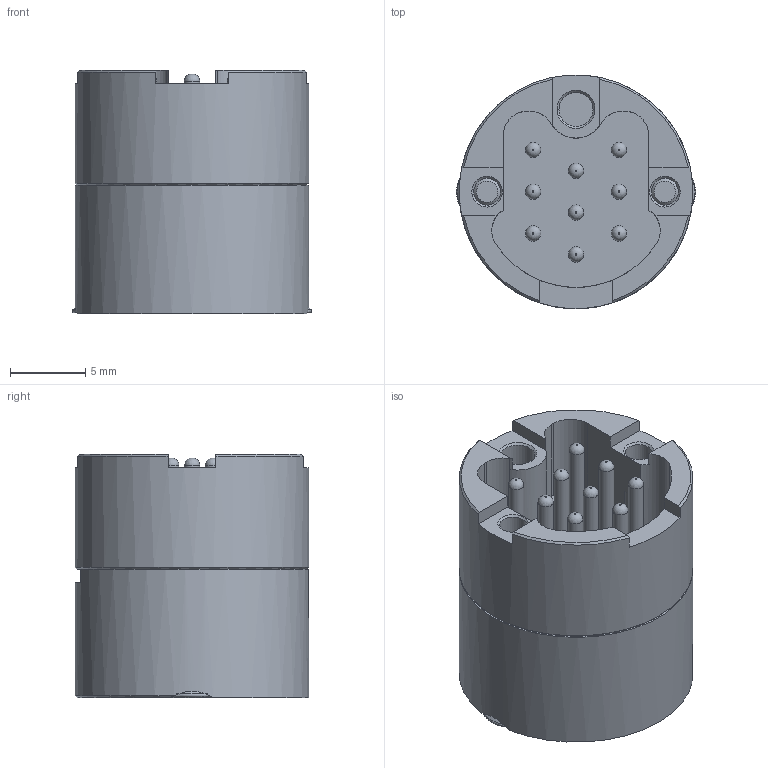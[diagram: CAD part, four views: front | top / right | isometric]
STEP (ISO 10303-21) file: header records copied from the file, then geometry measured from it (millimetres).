
FILE_DESCRIPTION(/* description */ ('Alibre Inc.'),/* implementation_level */ '2;1');
FILE_NAME(/* name */ 'export0',/* time_stamp */ '2014-09-11T10:16:31-07:00',/* author */ (''),/* organization */ (''),/* preprocessor_version */ 'ST-DEVELOPER v14',/* originating_system */ 'Alibre',/* authorisation */ '');
FILE_SCHEMA (('CONFIG_CONTROL_DESIGN'));
Length unit declared in the file: centimetre
Products named in the file (1): ID_1
Bounding box: 15.85 x 15.49 x 16.13 mm (x, y, z)
Volume: 2383.1 mm3; surface area: 1677.3 mm2
Topology: 1 solids, 1 shells, 179 faces, 442 edges, 283 vertices
Faces by surface type: plane 59, cylinder 52, cone 27, bspline 24, torus 17
Full cylindrical faces by diameter (mm): 1.016 x9, 1.778 x2, 1.93 x9, 2.261 x1, 15.494 x2
Entity records: 7898 total; most frequent: CARTESIAN_POINT 4175, ORIENTED_EDGE 736, DIRECTION 667, EDGE_CURVE 368, AXIS2_PLACEMENT_3D 320, VERTEX_POINT 257, EDGE_LOOP 247, FACE_BOUND 247
